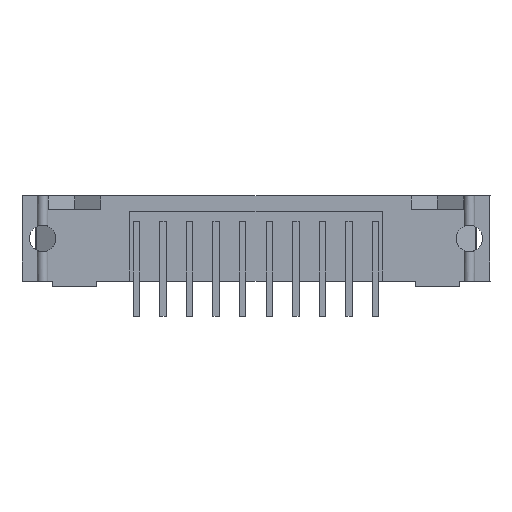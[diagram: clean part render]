
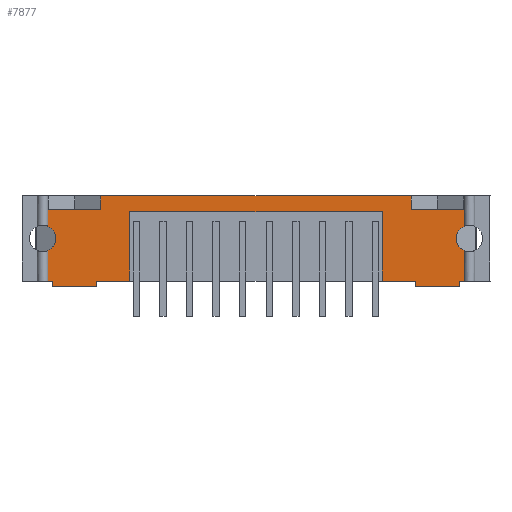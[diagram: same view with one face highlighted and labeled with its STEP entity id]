
A CAD part, front view. The second image highlights one B-rep face of the part: STEP entity #7877.
In plain terms, the highlighted planar face has unit normal (0, -1, 0).
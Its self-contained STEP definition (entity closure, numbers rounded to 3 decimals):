
#333=PLANE($,#8480);
#782=FACE_OUTER_BOUND($,#1261,.T.);
#1261=EDGE_LOOP($,(#6441,#6442,#6443,#6444,#6445,#6446,#6447,#6448,#6449,
#6450,#6451,#6452,#6453,#6454,#6455,#6456,#6457,#6458,#6459,#6460,#6461,
#6462,#6463,#6464,#6465,#6466,#6467,#6468));
#1823=LINE($,#11691,#2812);
#1853=LINE($,#11806,#2842);
#1857=LINE($,#11816,#2846);
#1888=LINE($,#11919,#2877);
#1891=LINE($,#11926,#2880);
#1896=LINE($,#11936,#2885);
#1900=LINE($,#11943,#2889);
#1927=LINE($,#12001,#2916);
#1928=LINE($,#12004,#2917);
#1974=LINE($,#12102,#2963);
#1976=LINE($,#12106,#2965);
#1977=LINE($,#12108,#2966);
#1978=LINE($,#12110,#2967);
#1979=LINE($,#12112,#2968);
#1980=LINE($,#12114,#2969);
#1981=LINE($,#12116,#2970);
#1982=LINE($,#12120,#2971);
#1983=LINE($,#12122,#2972);
#1984=LINE($,#12124,#2973);
#1985=LINE($,#12126,#2974);
#1986=LINE($,#12128,#2975);
#1987=LINE($,#12130,#2976);
#1988=LINE($,#12131,#2977);
#1989=LINE($,#12132,#2978);
#1990=LINE($,#12133,#2979);
#1991=LINE($,#12134,#2980);
#2812=VECTOR($,#9485,2.9);
#2842=VECTOR($,#9549,2.9);
#2846=VECTOR($,#9557,0.508);
#2877=VECTOR($,#9624,4.269);
#2880=VECTOR($,#9629,1.27);
#2885=VECTOR($,#9636,5.004);
#2889=VECTOR($,#9642,1.27);
#2916=VECTOR($,#9695,6.604);
#2917=VECTOR($,#9698,0.508);
#2963=VECTOR($,#9788,24.13);
#2965=VECTOR($,#9792,29.667);
#2966=VECTOR($,#9793,1.27);
#2967=VECTOR($,#9794,5.004);
#2968=VECTOR($,#9795,1.27);
#2969=VECTOR($,#9796,0.038);
#2970=VECTOR($,#9797,2.9);
#2971=VECTOR($,#9800,2.9);
#2972=VECTOR($,#9801,0.406);
#2973=VECTOR($,#9802,0.508);
#2974=VECTOR($,#9803,4.269);
#2975=VECTOR($,#9804,0.508);
#2976=VECTOR($,#9805,3.136);
#2977=VECTOR($,#9806,6.604);
#2978=VECTOR($,#9807,3.136);
#2979=VECTOR($,#9808,0.406);
#2980=VECTOR($,#9809,0.038);
#3507=CIRCLE($,#8395,1.27);
#3530=CIRCLE($,#8481,1.27);
#3806=VERTEX_POINT($,#11633);
#3807=VERTEX_POINT($,#11656);
#3813=VERTEX_POINT($,#11689);
#3843=VERTEX_POINT($,#11805);
#3844=VERTEX_POINT($,#11809);
#3847=VERTEX_POINT($,#11814);
#3872=VERTEX_POINT($,#11918);
#3873=VERTEX_POINT($,#11922);
#3875=VERTEX_POINT($,#11925);
#3879=VERTEX_POINT($,#11934);
#3881=VERTEX_POINT($,#11941);
#3897=VERTEX_POINT($,#11995);
#3899=VERTEX_POINT($,#11999);
#3900=VERTEX_POINT($,#12003);
#3930=VERTEX_POINT($,#12101);
#3931=VERTEX_POINT($,#12105);
#3932=VERTEX_POINT($,#12107);
#3933=VERTEX_POINT($,#12109);
#3934=VERTEX_POINT($,#12111);
#3935=VERTEX_POINT($,#12113);
#3936=VERTEX_POINT($,#12115);
#3937=VERTEX_POINT($,#12117);
#3938=VERTEX_POINT($,#12119);
#3939=VERTEX_POINT($,#12121);
#3940=VERTEX_POINT($,#12123);
#3941=VERTEX_POINT($,#12125);
#3942=VERTEX_POINT($,#12127);
#3943=VERTEX_POINT($,#12129);
#4668=EDGE_CURVE($,#3807,#3806,#3507,.T.);
#4675=EDGE_CURVE($,#3806,#3813,#1823,.T.);
#4714=EDGE_CURVE($,#3843,#3807,#1853,.T.);
#4719=EDGE_CURVE($,#3844,#3847,#1857,.T.);
#4757=EDGE_CURVE($,#3872,#3844,#1888,.T.);
#4760=EDGE_CURVE($,#3875,#3873,#1891,.T.);
#4765=EDGE_CURVE($,#3873,#3879,#1896,.T.);
#4769=EDGE_CURVE($,#3879,#3881,#1900,.T.);
#4797=EDGE_CURVE($,#3897,#3899,#1927,.T.);
#4798=EDGE_CURVE($,#3900,#3872,#1928,.T.);
#4847=EDGE_CURVE($,#3897,#3930,#1974,.T.);
#4849=EDGE_CURVE($,#3881,#3931,#1976,.T.);
#4850=EDGE_CURVE($,#3931,#3932,#1977,.T.);
#4851=EDGE_CURVE($,#3932,#3933,#1978,.T.);
#4852=EDGE_CURVE($,#3933,#3934,#1979,.T.);
#4853=EDGE_CURVE($,#3934,#3935,#1980,.T.);
#4854=EDGE_CURVE($,#3935,#3936,#1981,.T.);
#4855=EDGE_CURVE($,#3936,#3937,#3530,.T.);
#4856=EDGE_CURVE($,#3937,#3938,#1982,.T.);
#4857=EDGE_CURVE($,#3939,#3938,#1983,.T.);
#4858=EDGE_CURVE($,#3939,#3940,#1984,.T.);
#4859=EDGE_CURVE($,#3940,#3941,#1985,.T.);
#4860=EDGE_CURVE($,#3941,#3942,#1986,.T.);
#4861=EDGE_CURVE($,#3943,#3942,#1987,.T.);
#4862=EDGE_CURVE($,#3943,#3930,#1988,.T.);
#4863=EDGE_CURVE($,#3900,#3899,#1989,.T.);
#4864=EDGE_CURVE($,#3843,#3847,#1990,.T.);
#4865=EDGE_CURVE($,#3813,#3875,#1991,.T.);
#6441=ORIENTED_EDGE($,*,*,#4849,.T.);
#6442=ORIENTED_EDGE($,*,*,#4850,.T.);
#6443=ORIENTED_EDGE($,*,*,#4851,.T.);
#6444=ORIENTED_EDGE($,*,*,#4852,.T.);
#6445=ORIENTED_EDGE($,*,*,#4853,.T.);
#6446=ORIENTED_EDGE($,*,*,#4854,.T.);
#6447=ORIENTED_EDGE($,*,*,#4855,.T.);
#6448=ORIENTED_EDGE($,*,*,#4856,.T.);
#6449=ORIENTED_EDGE($,*,*,#4857,.F.);
#6450=ORIENTED_EDGE($,*,*,#4858,.T.);
#6451=ORIENTED_EDGE($,*,*,#4859,.T.);
#6452=ORIENTED_EDGE($,*,*,#4860,.T.);
#6453=ORIENTED_EDGE($,*,*,#4861,.F.);
#6454=ORIENTED_EDGE($,*,*,#4862,.T.);
#6455=ORIENTED_EDGE($,*,*,#4847,.F.);
#6456=ORIENTED_EDGE($,*,*,#4797,.T.);
#6457=ORIENTED_EDGE($,*,*,#4863,.F.);
#6458=ORIENTED_EDGE($,*,*,#4798,.T.);
#6459=ORIENTED_EDGE($,*,*,#4757,.T.);
#6460=ORIENTED_EDGE($,*,*,#4719,.T.);
#6461=ORIENTED_EDGE($,*,*,#4864,.F.);
#6462=ORIENTED_EDGE($,*,*,#4714,.T.);
#6463=ORIENTED_EDGE($,*,*,#4668,.T.);
#6464=ORIENTED_EDGE($,*,*,#4675,.T.);
#6465=ORIENTED_EDGE($,*,*,#4865,.T.);
#6466=ORIENTED_EDGE($,*,*,#4760,.T.);
#6467=ORIENTED_EDGE($,*,*,#4765,.T.);
#6468=ORIENTED_EDGE($,*,*,#4769,.T.);
#7877=ADVANCED_FACE($,(#782),#333,.T.);
#8395=AXIS2_PLACEMENT_3D($,#11657,#9467,#9468);
#8480=AXIS2_PLACEMENT_3D($,#12104,#9790,#9791);
#8481=AXIS2_PLACEMENT_3D($,#12118,#9798,#9799);
#9467=DIRECTION('center_axis',(0.,1.,0.));
#9468=DIRECTION('ref_axis',(-1.,0.,0.));
#9485=DIRECTION($,(0.,0.,1.));
#9549=DIRECTION($,(0.,0.,1.));
#9557=DIRECTION($,(0.,0.,1.));
#9624=DIRECTION($,(1.,0.,0.));
#9629=DIRECTION($,(0.,0.,-1.));
#9636=DIRECTION($,(-1.,0.,0.));
#9642=DIRECTION($,(0.,0.,1.));
#9695=DIRECTION($,(0.,0.,-1.));
#9698=DIRECTION($,(0.,0.,-1.));
#9788=DIRECTION($,(-1.,0.,0.));
#9790=DIRECTION('center_axis',(0.,-1.,0.));
#9791=DIRECTION('ref_axis',(0.,0.,-1.));
#9792=DIRECTION($,(-1.,0.,0.));
#9793=DIRECTION($,(0.,0.,-1.));
#9794=DIRECTION($,(-1.,0.,0.));
#9795=DIRECTION($,(0.,0.,1.));
#9796=DIRECTION($,(-1.,0.,0.));
#9797=DIRECTION($,(0.,0.,-1.));
#9798=DIRECTION('center_axis',(0.,1.,0.));
#9799=DIRECTION('ref_axis',(0.4,0.,-0.917));
#9800=DIRECTION($,(0.,0.,-1.));
#9801=DIRECTION($,(-1.,0.,0.));
#9802=DIRECTION($,(0.,0.,-1.));
#9803=DIRECTION($,(1.,0.,0.));
#9804=DIRECTION($,(0.,0.,1.));
#9805=DIRECTION($,(-1.,0.,0.));
#9806=DIRECTION($,(0.,0.,1.));
#9807=DIRECTION($,(-1.,0.,0.));
#9808=DIRECTION($,(-1.,0.,0.));
#9809=DIRECTION($,(-1.,0.,0.));
#11633=CARTESIAN_POINT('',(19.876,-2.007,5.736));
#11656=CARTESIAN_POINT('',(19.875,-2.007,3.408));
#11657=CARTESIAN_POINT('Origin',(20.383,-2.007,4.572));
#11689=CARTESIAN_POINT('',(19.876,-2.007,8.636));
#11691=CARTESIAN_POINT($,(19.876,-2.007,5.736));
#11805=CARTESIAN_POINT('',(19.876,-2.007,0.508));
#11806=CARTESIAN_POINT($,(19.876,-2.007,0.508));
#11809=CARTESIAN_POINT('',(19.47,-2.007,0.));
#11814=CARTESIAN_POINT('',(19.47,-2.007,0.508));
#11816=CARTESIAN_POINT($,(19.47,-2.007,0.));
#11918=CARTESIAN_POINT('',(15.201,-2.007,0.));
#11919=CARTESIAN_POINT($,(15.201,-2.007,0.));
#11922=CARTESIAN_POINT('',(19.837,-2.007,7.366));
#11925=CARTESIAN_POINT('',(19.837,-2.007,8.636));
#11926=CARTESIAN_POINT($,(19.837,-2.007,8.636));
#11934=CARTESIAN_POINT('',(14.834,-2.007,7.366));
#11936=CARTESIAN_POINT($,(19.837,-2.007,7.366));
#11941=CARTESIAN_POINT('',(14.834,-2.007,8.636));
#11943=CARTESIAN_POINT($,(14.834,-2.007,7.366));
#11995=CARTESIAN_POINT('',(12.065,-2.007,7.112));
#11999=CARTESIAN_POINT('',(12.065,-2.007,0.508));
#12001=CARTESIAN_POINT($,(12.065,-2.007,7.112));
#12003=CARTESIAN_POINT('',(15.201,-2.007,0.508));
#12004=CARTESIAN_POINT($,(15.201,-2.007,0.508));
#12101=CARTESIAN_POINT('',(-12.065,-2.007,7.112));
#12102=CARTESIAN_POINT($,(5.842,-2.007,7.112));
#12104=CARTESIAN_POINT('Origin',(-20.717,-2.007,9.068));
#12105=CARTESIAN_POINT('',(-14.834,-2.007,8.636));
#12106=CARTESIAN_POINT($,(-3.048,-2.007,8.636));
#12107=CARTESIAN_POINT('',(-14.834,-2.007,7.366));
#12108=CARTESIAN_POINT($,(-14.834,-2.007,8.636));
#12109=CARTESIAN_POINT('',(-19.837,-2.007,7.366));
#12110=CARTESIAN_POINT($,(-14.834,-2.007,7.366));
#12111=CARTESIAN_POINT('',(-19.837,-2.007,8.636));
#12112=CARTESIAN_POINT($,(-19.837,-2.007,7.366));
#12113=CARTESIAN_POINT('',(-19.876,-2.007,8.636));
#12114=CARTESIAN_POINT($,(-19.837,-2.007,8.636));
#12115=CARTESIAN_POINT('',(-19.876,-2.007,5.736));
#12116=CARTESIAN_POINT($,(-19.875,-2.007,8.636));
#12117=CARTESIAN_POINT('',(-19.876,-2.007,3.408));
#12118=CARTESIAN_POINT('Origin',(-20.384,-2.007,4.572));
#12119=CARTESIAN_POINT('',(-19.876,-2.007,0.508));
#12120=CARTESIAN_POINT($,(-19.875,-2.007,3.408));
#12121=CARTESIAN_POINT('',(-19.47,-2.007,0.508));
#12122=CARTESIAN_POINT($,(-19.47,-2.007,0.508));
#12123=CARTESIAN_POINT('',(-19.47,-2.007,0.));
#12124=CARTESIAN_POINT($,(-19.47,-2.007,0.508));
#12125=CARTESIAN_POINT('',(-15.201,-2.007,0.));
#12126=CARTESIAN_POINT($,(-19.47,-2.007,0.));
#12127=CARTESIAN_POINT('',(-15.201,-2.007,0.508));
#12128=CARTESIAN_POINT($,(-15.201,-2.007,0.));
#12129=CARTESIAN_POINT('',(-12.065,-2.007,0.508));
#12130=CARTESIAN_POINT($,(-12.065,-2.007,0.508));
#12131=CARTESIAN_POINT($,(-12.065,-2.007,0.508));
#12132=CARTESIAN_POINT($,(15.201,-2.007,0.508));
#12133=CARTESIAN_POINT($,(19.876,-2.007,0.508));
#12134=CARTESIAN_POINT($,(19.876,-2.007,8.636));
